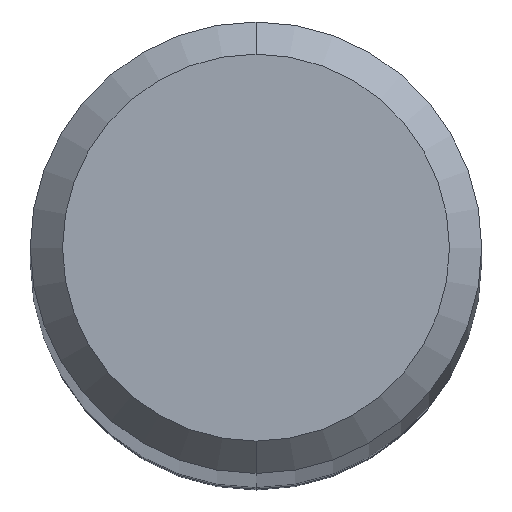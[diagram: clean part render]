
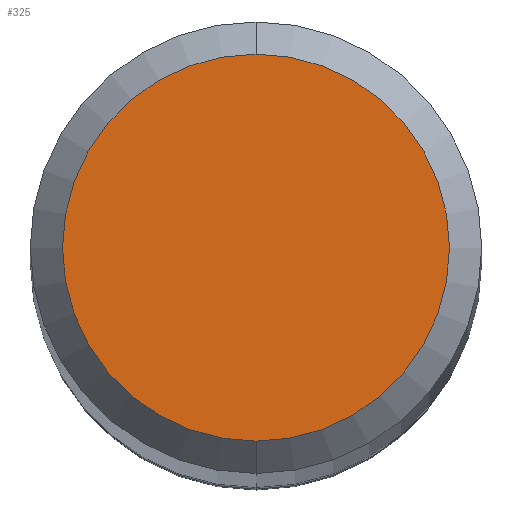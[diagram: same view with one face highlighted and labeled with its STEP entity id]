
A CAD part, top view. The second image highlights one B-rep face of the part: STEP entity #325.
In plain terms, the highlighted planar face has unit normal (0, 0, 1).
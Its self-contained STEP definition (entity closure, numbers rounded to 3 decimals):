
#229=VERTEX_POINT('',#471);
#273=EDGE_CURVE('',#319,#229,#521,.T.);
#319=VERTEX_POINT('',#575);
#325=ADVANCED_FACE('',(#582),#583,.T.);
#345=EDGE_CURVE('',#229,#319,#604,.T.);
#471=CARTESIAN_POINT('',(0.,-1.8,0.0));
#521=CIRCLE('',#817,1.8);
#575=CARTESIAN_POINT('',(0.0,1.8,0.0));
#582=FACE_OUTER_BOUND('',#890,.T.);
#583=PLANE('',#891);
#604=CIRCLE('',#924,1.8);
#817=AXIS2_PLACEMENT_3D('',#1117,#1118,#1119);
#890=EDGE_LOOP('',(#1211,#1212));
#891=AXIS2_PLACEMENT_3D('',#1213,#1214,#1215);
#924=AXIS2_PLACEMENT_3D('',#1237,#1238,#1239);
#1117=CARTESIAN_POINT('',(0.0,0.0,0.0));
#1118=DIRECTION('',(0.0,0.0,-1.0));
#1119=DIRECTION('',(0.0,1.0,0.0));
#1211=ORIENTED_EDGE('',*,*,#273,.F.);
#1212=ORIENTED_EDGE('',*,*,#345,.F.);
#1213=CARTESIAN_POINT('',(0.0,0.9,0.0));
#1214=DIRECTION('',(-0.0,0.0,1.0));
#1215=DIRECTION('',(0.0,-1.0,0.0));
#1237=CARTESIAN_POINT('',(0.0,0.0,0.0));
#1238=DIRECTION('',(0.0,0.0,-1.0));
#1239=DIRECTION('',(0.0,1.0,0.0));
